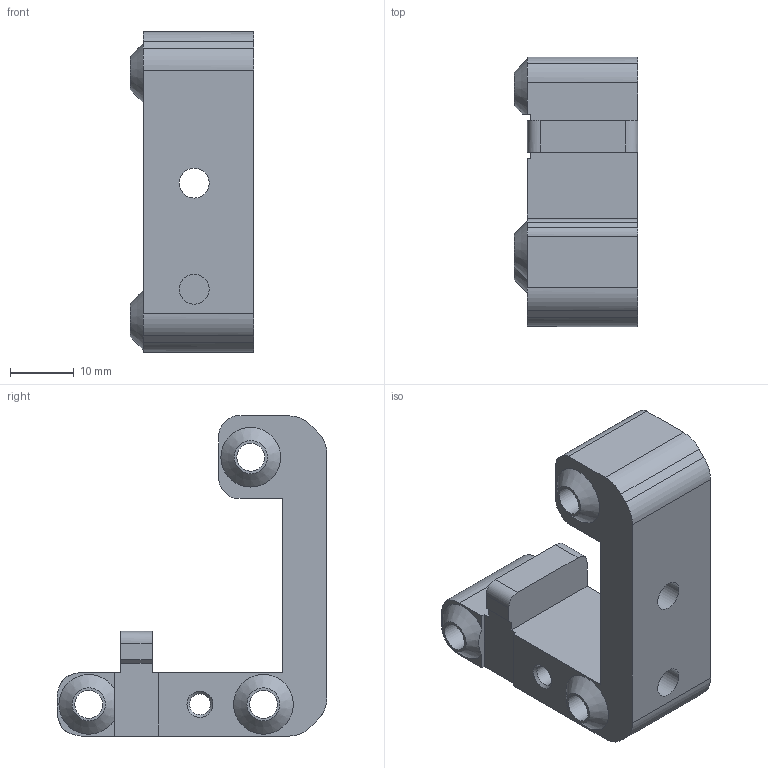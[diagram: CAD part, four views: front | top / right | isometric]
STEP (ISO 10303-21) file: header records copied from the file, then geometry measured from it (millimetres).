
FILE_DESCRIPTION(/* description */ ('STEP AP242','CAx-IF Rec.Pracs.---Representation and Presentation of Product Manufacturing Information (PMI)---4.0---2014-10-13','CAx-IF Rec.Pracs.---3D Tessellated Geometry---0.4---2014-09-14','2;1'),/* implementation_level */ '2;1');
FILE_NAME(/* name */ '635eb627fc832d756ab2747f',/* time_stamp */ '2022-10-30T17:36:40+00:00',/* author */ (''),/* organization */ (''),/* preprocessor_version */ 'ST-DEVELOPER v18.102',/* originating_system */ ' ',/* authorisation */ ' ');
FILE_SCHEMA (('AP242_MANAGED_MODEL_BASED_3D_ENGINEERING_MIM_LF { 1 0 10303 442 1 1 4 }'));
Length unit declared in the file: metre
Products named in the file (1): CarriageB
Bounding box: 19.51 x 42.5 x 50.4 mm (x, y, z)
Volume: 13406.7 mm3; surface area: 6448.2 mm2
Topology: 1 solids, 1 shells, 59 faces, 163 edges, 110 vertices
Faces by surface type: plane 29, bspline 14, cone 9, cylinder 7
Full cylindrical faces by diameter (mm): 3.3 x1, 4.4 x3, 4.7 x2, 6.4 x1
Entity records: 1826 total; most frequent: CARTESIAN_POINT 483, ORIENTED_EDGE 272, DIRECTION 225, EDGE_CURVE 136, VERTEX_POINT 99, EDGE_LOOP 89, FACE_BOUND 89, LINE 81
